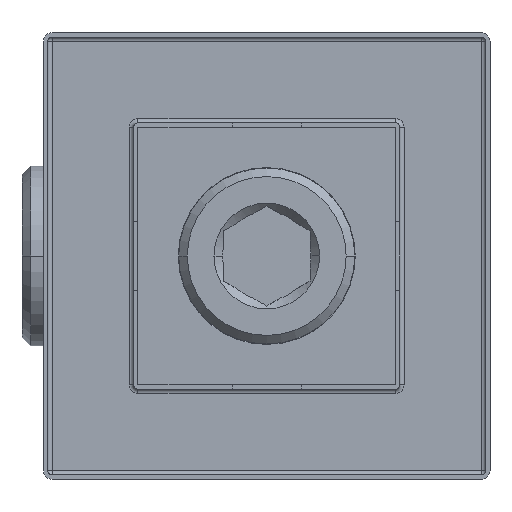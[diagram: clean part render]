
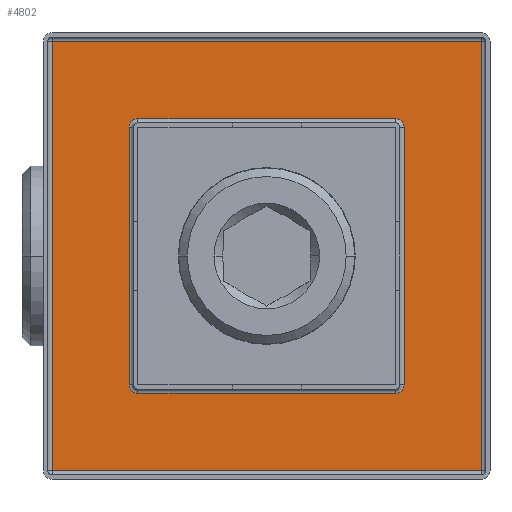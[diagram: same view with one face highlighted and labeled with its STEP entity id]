
A CAD part, front view. The second image highlights one B-rep face of the part: STEP entity #4802.
In plain terms, the highlighted face is planar.
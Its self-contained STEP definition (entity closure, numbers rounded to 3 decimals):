
#3630=DIRECTION('',(0.,0.,-1.));
#3631=VECTOR('',#3630,50.);
#3632=CARTESIAN_POINT('',(-25.,0.5,25.));
#3633=LINE('',#3632,#3631);
#3634=DIRECTION('',(1.,0.,0.));
#3635=VECTOR('',#3634,50.);
#3636=CARTESIAN_POINT('',(-25.,0.5,-25.));
#3637=LINE('',#3636,#3635);
#3638=DIRECTION('',(0.,0.,1.));
#3639=VECTOR('',#3638,50.);
#3640=CARTESIAN_POINT('',(25.,0.5,-25.));
#3641=LINE('',#3640,#3639);
#3642=DIRECTION('',(-1.,0.,0.));
#3643=VECTOR('',#3642,50.);
#3644=CARTESIAN_POINT('',(25.,0.5,25.));
#3645=LINE('',#3644,#3643);
#3646=DIRECTION('',(-1.,0.,0.));
#3647=VECTOR('',#3646,30.);
#3648=CARTESIAN_POINT('',(15.,0.5,-16.));
#3649=LINE('',#3648,#3647);
#3650=CARTESIAN_POINT('',(-15.,0.5,-15.));
#3651=DIRECTION('',(0.,1.,0.));
#3652=DIRECTION('',(0.,0.,-1.));
#3653=AXIS2_PLACEMENT_3D('',#3650,#3651,#3652);
#3655=DIRECTION('',(0.,0.,1.));
#3656=VECTOR('',#3655,30.);
#3657=CARTESIAN_POINT('',(-16.,0.5,-15.));
#3658=LINE('',#3657,#3656);
#3659=CARTESIAN_POINT('',(-15.,0.5,15.));
#3660=DIRECTION('',(0.,1.,0.));
#3661=DIRECTION('',(-1.,0.,0.));
#3662=AXIS2_PLACEMENT_3D('',#3659,#3660,#3661);
#3664=DIRECTION('',(1.,0.,0.));
#3665=VECTOR('',#3664,30.);
#3666=CARTESIAN_POINT('',(-15.,0.5,16.));
#3667=LINE('',#3666,#3665);
#3668=CARTESIAN_POINT('',(15.,0.5,15.));
#3669=DIRECTION('',(0.,1.,0.));
#3670=DIRECTION('',(0.,0.,1.));
#3671=AXIS2_PLACEMENT_3D('',#3668,#3669,#3670);
#3673=DIRECTION('',(0.,0.,-1.));
#3674=VECTOR('',#3673,30.);
#3675=CARTESIAN_POINT('',(16.,0.5,15.));
#3676=LINE('',#3675,#3674);
#3677=CARTESIAN_POINT('',(15.,0.5,-15.));
#3678=DIRECTION('',(0.,1.,0.));
#3679=DIRECTION('',(1.,0.,0.));
#3680=AXIS2_PLACEMENT_3D('',#3677,#3678,#3679);
#4201=CARTESIAN_POINT('',(15.,0.5,-16.));
#4202=CARTESIAN_POINT('',(-15.,0.5,-16.));
#4203=VERTEX_POINT('',#4201);
#4204=VERTEX_POINT('',#4202);
#4207=CARTESIAN_POINT('',(16.,0.5,15.));
#4208=CARTESIAN_POINT('',(16.,0.5,-15.));
#4209=VERTEX_POINT('',#4207);
#4210=VERTEX_POINT('',#4208);
#4219=CARTESIAN_POINT('',(-15.,0.5,16.));
#4220=CARTESIAN_POINT('',(15.,0.5,16.));
#4221=VERTEX_POINT('',#4219);
#4222=VERTEX_POINT('',#4220);
#4223=CARTESIAN_POINT('',(-16.,0.5,-15.));
#4224=CARTESIAN_POINT('',(-16.,0.5,15.));
#4225=VERTEX_POINT('',#4223);
#4226=VERTEX_POINT('',#4224);
#4233=CARTESIAN_POINT('',(-25.,0.5,25.));
#4234=CARTESIAN_POINT('',(-25.,0.5,-25.));
#4235=VERTEX_POINT('',#4233);
#4236=VERTEX_POINT('',#4234);
#4245=CARTESIAN_POINT('',(25.,0.5,-25.));
#4246=VERTEX_POINT('',#4245);
#4251=CARTESIAN_POINT('',(25.,0.5,25.));
#4252=VERTEX_POINT('',#4251);
#4770=CARTESIAN_POINT('',(0.,0.5,0.));
#4771=DIRECTION('',(0.,1.,0.));
#4772=DIRECTION('',(0.,0.,-1.));
#4773=AXIS2_PLACEMENT_3D('',#4770,#4771,#4772);
#4774=PLANE('',#4773);
#4776=ORIENTED_EDGE('',*,*,#4775,.T.);
#4778=ORIENTED_EDGE('',*,*,#4777,.T.);
#4780=ORIENTED_EDGE('',*,*,#4779,.T.);
#4782=ORIENTED_EDGE('',*,*,#4781,.T.);
#4783=EDGE_LOOP('',(#4776,#4778,#4780,#4782));
#4784=FACE_OUTER_BOUND('',#4783,.F.);
#4786=ORIENTED_EDGE('',*,*,#4785,.T.);
#4788=ORIENTED_EDGE('',*,*,#4787,.T.);
#4789=ORIENTED_EDGE('',*,*,#4760,.T.);
#4791=ORIENTED_EDGE('',*,*,#4790,.T.);
#4793=ORIENTED_EDGE('',*,*,#4792,.T.);
#4795=ORIENTED_EDGE('',*,*,#4794,.T.);
#4797=ORIENTED_EDGE('',*,*,#4796,.T.);
#4799=ORIENTED_EDGE('',*,*,#4798,.T.);
#4800=EDGE_LOOP('',(#4786,#4788,#4789,#4791,#4793,#4795,#4797,#4799));
#4801=FACE_BOUND('',#4800,.F.);
#3654=CIRCLE('',#3653,1.);
#3663=CIRCLE('',#3662,1.);
#3672=CIRCLE('',#3671,1.);
#3681=CIRCLE('',#3680,1.);
#4760=EDGE_CURVE('',#4225,#4226,#3658,.T.);
#4775=EDGE_CURVE('',#4235,#4236,#3633,.T.);
#4777=EDGE_CURVE('',#4236,#4246,#3637,.T.);
#4779=EDGE_CURVE('',#4246,#4252,#3641,.T.);
#4781=EDGE_CURVE('',#4252,#4235,#3645,.T.);
#4785=EDGE_CURVE('',#4203,#4204,#3649,.T.);
#4787=EDGE_CURVE('',#4204,#4225,#3654,.T.);
#4790=EDGE_CURVE('',#4226,#4221,#3663,.T.);
#4792=EDGE_CURVE('',#4221,#4222,#3667,.T.);
#4794=EDGE_CURVE('',#4222,#4209,#3672,.T.);
#4796=EDGE_CURVE('',#4209,#4210,#3676,.T.);
#4798=EDGE_CURVE('',#4210,#4203,#3681,.T.);
#4802=ADVANCED_FACE('',(#4784,#4801),#4774,.T.);
